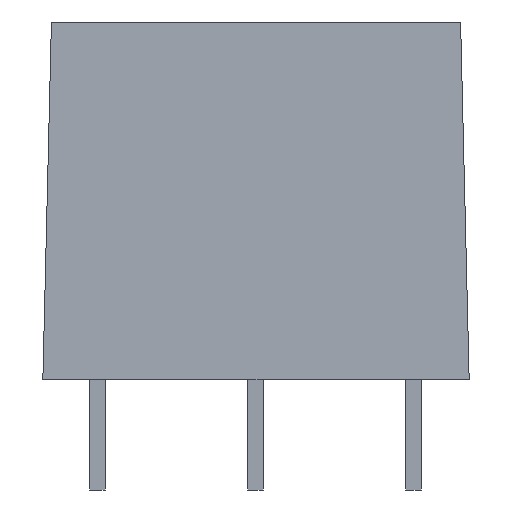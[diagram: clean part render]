
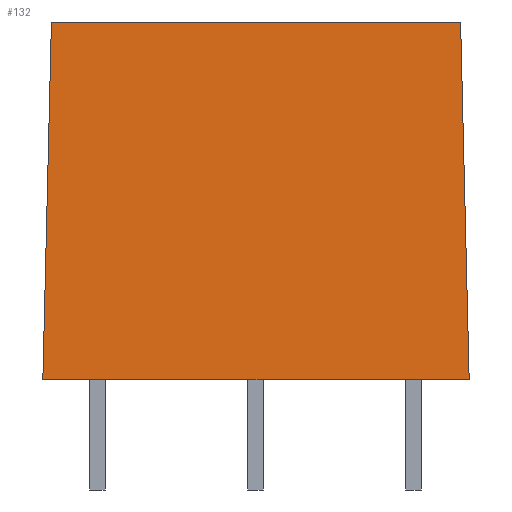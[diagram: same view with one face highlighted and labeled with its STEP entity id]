
A CAD part, left-side view. The second image highlights one B-rep face of the part: STEP entity #132.
In plain terms, the highlighted free-form (B-spline) face has degree [1, 1] with [2, 2] control points.
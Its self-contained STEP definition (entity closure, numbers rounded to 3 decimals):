
#22 = VERTEX_POINT('',#23);
#23 = CARTESIAN_POINT('',(-2.64,2.95,23.));
#40 = VERTEX_POINT('',#41);
#41 = CARTESIAN_POINT('',(-2.64,-23.35,23.));
#47 = EDGE_CURVE('',#40,#22,#48,.T.);
#48 = LINE('',#49,#50);
#49 = CARTESIAN_POINT('',(-2.64,-23.35,23.));
#50 = VECTOR('',#51,1.);
#51 = DIRECTION('',(0.,1.,0.));
#70 = VERTEX_POINT('',#71);
#71 = CARTESIAN_POINT('',(-3.39,3.5,0.));
#77 = EDGE_CURVE('',#22,#70,#78,.T.);
#78 = B_SPLINE_CURVE_WITH_KNOTS('',1,(#79,#80),.UNSPECIFIED.,.F.,.F.,(2,
    2),(0.,1.),.PIECEWISE_BEZIER_KNOTS.);
#79 = CARTESIAN_POINT('',(-2.64,2.95,23.));
#80 = CARTESIAN_POINT('',(-3.39,3.5,0.));
#114 = EDGE_CURVE('',#40,#115,#117,.T.);
#115 = VERTEX_POINT('',#116);
#116 = CARTESIAN_POINT('',(-3.39,-23.9,0.));
#117 = B_SPLINE_CURVE_WITH_KNOTS('',1,(#118,#119),.UNSPECIFIED.,.F.,.F.,
  (2,2),(0.,1.),.PIECEWISE_BEZIER_KNOTS.);
#118 = CARTESIAN_POINT('',(-2.64,-23.35,23.));
#119 = CARTESIAN_POINT('',(-3.39,-23.9,0.));
#132 = ADVANCED_FACE('',(#133),#144,.T.);
#133 = FACE_BOUND('',#134,.T.);
#134 = EDGE_LOOP('',(#135,#136,#137,#143));
#135 = ORIENTED_EDGE('',*,*,#47,.T.);
#136 = ORIENTED_EDGE('',*,*,#77,.T.);
#137 = ORIENTED_EDGE('',*,*,#138,.F.);
#138 = EDGE_CURVE('',#115,#70,#139,.T.);
#139 = LINE('',#140,#141);
#140 = CARTESIAN_POINT('',(-3.39,-23.9,0.));
#141 = VECTOR('',#142,1.);
#142 = DIRECTION('',(0.,1.,0.));
#143 = ORIENTED_EDGE('',*,*,#114,.F.);
#144 = B_SPLINE_SURFACE_WITH_KNOTS('',1,1,(
    (#145,#146)
    ,(#147,#148
    )),.UNSPECIFIED.,.F.,.F.,.F.,(2,2),(2,2),(0.,27.4),(0.,1.)
  ,.PIECEWISE_BEZIER_KNOTS.);
#145 = CARTESIAN_POINT('',(-2.64,-23.35,23.));
#146 = CARTESIAN_POINT('',(-3.39,-23.9,0.));
#147 = CARTESIAN_POINT('',(-2.64,2.95,23.));
#148 = CARTESIAN_POINT('',(-3.39,3.5,0.));
